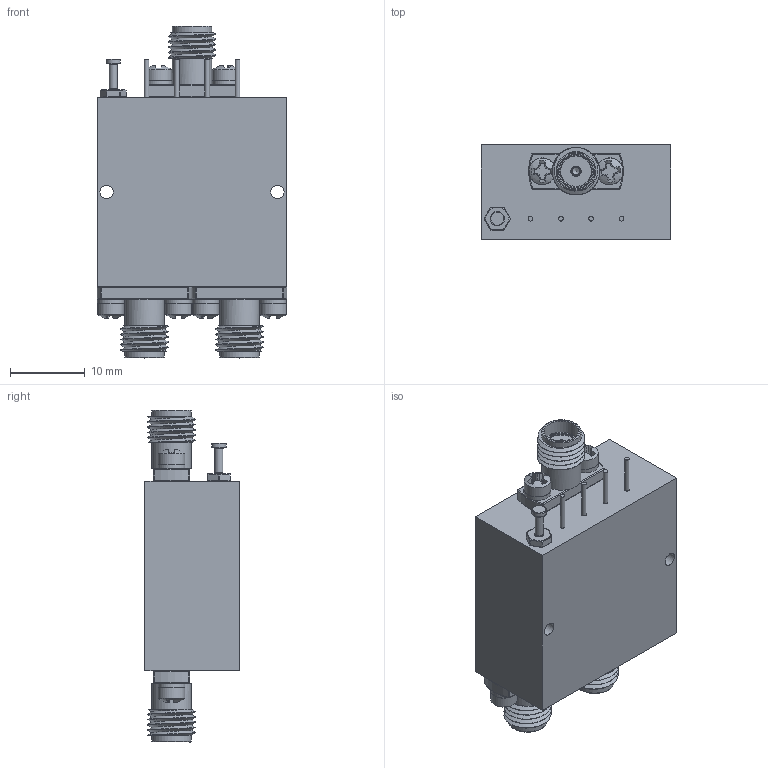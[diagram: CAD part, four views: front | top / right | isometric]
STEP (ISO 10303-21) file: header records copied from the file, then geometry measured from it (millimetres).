
FILE_DESCRIPTION (( 'STEP AP214' ), '1' );
FILE_NAME ('P2T-2G18G-55-T-512-SFF-LV-SP-QB.STEP', '2025-03-25T12:56:41', ( '' ), ( '' ), 'SwSTEP 2.0', 'SolidWorks 2024', '' );
FILE_SCHEMA (( 'AUTOMOTIVE_DESIGN' ));
Length unit declared in the file: inch
Products named in the file (1): P2T-2G18G-55-T-512-SFF-LV-SP-QB
Bounding box: 25.4 x 12.8 x 44.45 mm (x, y, z)
Volume: 9105.5 mm3; surface area: 5957.4 mm2
Topology: 32 solids, 32 shells, 756 faces, 2996 edges, 2488 vertices
Faces by surface type: plane 426, cylinder 135, torus 79, sphere 54, cone 44, bspline 18
Full cylindrical faces by diameter (mm): 0.305 x6, 0.559 x3, 0.635 x4, 1.016 x3, 1.067 x1, 1.27 x3, 1.778 x3, 1.93 x1, 2.184 x8, 2.591 x6, 3.302 x3, 3.556 x6, 4.191 x6, 4.597 x3, 5.283 x6
Entity records: 51108 total; most frequent: CARTESIAN_POINT 17059, ORIENTED_EDGE 5606, DIRECTION 4053, EDGE_CURVE 2803, VERTEX_POINT 2468, LINE 1381, VECTOR 1381, AXIS2_PLACEMENT_3D 1336
